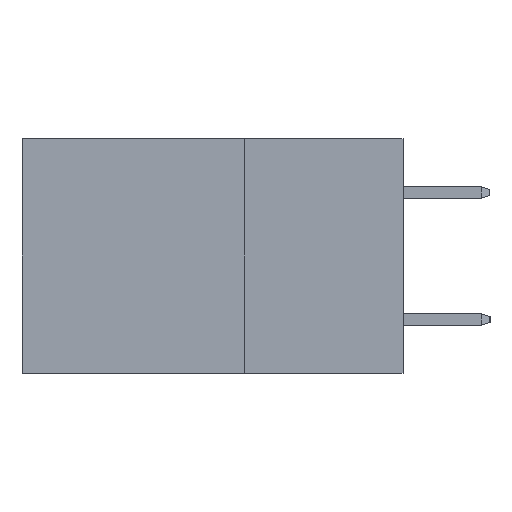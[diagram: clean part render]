
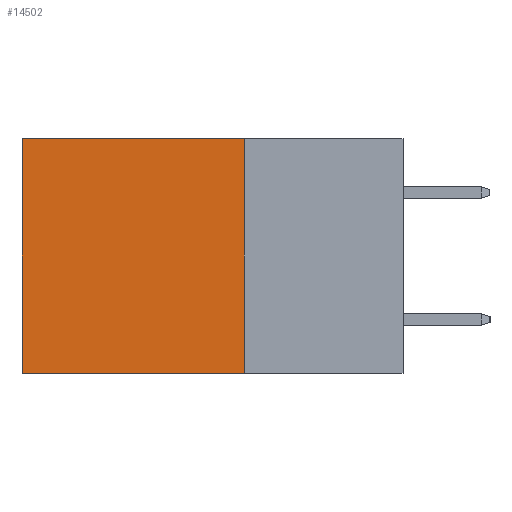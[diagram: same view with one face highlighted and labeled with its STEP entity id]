
A CAD part, left-side view. The second image highlights one B-rep face of the part: STEP entity #14502.
In plain terms, the highlighted planar face has unit normal (-1, 0, 0).
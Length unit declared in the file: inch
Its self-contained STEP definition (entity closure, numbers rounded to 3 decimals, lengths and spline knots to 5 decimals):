
#270 = ORIENTED_EDGE ( 'NONE', *, *, #9951, .F. ) ;
#772 = VERTEX_POINT ( 'NONE', #6836 ) ;
#820 = DIRECTION ( 'NONE',  ( 0., 0., -1. ) ) ;
#1557 = DIRECTION ( 'NONE',  ( 0., 1., 0. ) ) ;
#1715 = CARTESIAN_POINT ( 'NONE',  ( 0.2875, 0.25, 0. ) ) ;
#1925 = LINE ( 'NONE', #16136, #5935 ) ;
#2337 = FACE_OUTER_BOUND ( 'NONE', #7004, .T. ) ;
#3037 = CARTESIAN_POINT ( 'NONE',  ( 0.2875, 0.6, -0.37 ) ) ;
#3275 = EDGE_CURVE ( 'NONE', #7432, #3864, #10201, .T. ) ;
#3352 = ORIENTED_EDGE ( 'NONE', *, *, #3275, .T. ) ;
#3619 = VERTEX_POINT ( 'NONE', #3037 ) ;
#3635 = CARTESIAN_POINT ( 'NONE',  ( 0.2875, 0.25, 0. ) ) ;
#3864 = VERTEX_POINT ( 'NONE', #12374 ) ;
#5935 = VECTOR ( 'NONE', #17651, 39.37008 ) ;
#6836 = CARTESIAN_POINT ( 'NONE',  ( 0.2875, 0.25, -0.37 ) ) ;
#7004 = EDGE_LOOP ( 'NONE', ( #11915, #270, #8855, #3352 ) ) ;
#7432 = VERTEX_POINT ( 'NONE', #1715 ) ;
#8238 = VECTOR ( 'NONE', #14831, 39.37008 ) ;
#8494 = DIRECTION ( 'NONE',  ( 0., 1., 0. ) ) ;
#8698 = EDGE_CURVE ( 'NONE', #3864, #3619, #1925, .T. ) ;
#8767 = CARTESIAN_POINT ( 'NONE',  ( 0.2875, 0.25, 0. ) ) ;
#8855 = ORIENTED_EDGE ( 'NONE', *, *, #12015, .F. ) ;
#9110 = CARTESIAN_POINT ( 'NONE',  ( 0.2875, 0.25, -0.37 ) ) ;
#9171 = VECTOR ( 'NONE', #8494, 39.37008 ) ;
#9923 = AXIS2_PLACEMENT_3D ( 'NONE', #3635, #9991, #820 ) ;
#9951 = EDGE_CURVE ( 'NONE', #772, #3619, #10821, .T. ) ;
#9991 = DIRECTION ( 'NONE',  ( 1., 0., 0. ) ) ;
#10201 = LINE ( 'NONE', #11697, #9171 ) ;
#10821 = LINE ( 'NONE', #9110, #11432 ) ;
#11432 = VECTOR ( 'NONE', #1557, 39.37008 ) ;
#11697 = CARTESIAN_POINT ( 'NONE',  ( 0.2875, 0.25, 0. ) ) ;
#11915 = ORIENTED_EDGE ( 'NONE', *, *, #8698, .T. ) ;
#12015 = EDGE_CURVE ( 'NONE', #7432, #772, #16338, .T. ) ;
#12374 = CARTESIAN_POINT ( 'NONE',  ( 0.2875, 0.6, 0. ) ) ;
#14502 = ADVANCED_FACE ( 'NONE', ( #2337 ), #18879, .F. ) ;
#14831 = DIRECTION ( 'NONE',  ( 0., 0., -1. ) ) ;
#16136 = CARTESIAN_POINT ( 'NONE',  ( 0.2875, 0.6, 0. ) ) ;
#16338 = LINE ( 'NONE', #8767, #8238 ) ;
#17651 = DIRECTION ( 'NONE',  ( 0., 0., -1. ) ) ;
#18879 = PLANE ( 'NONE',  #9923 ) ;
